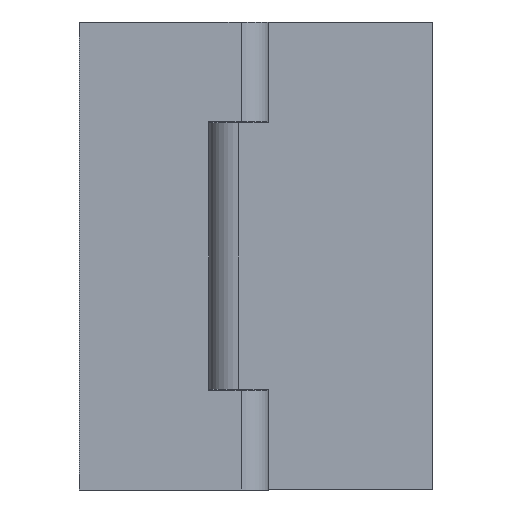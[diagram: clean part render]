
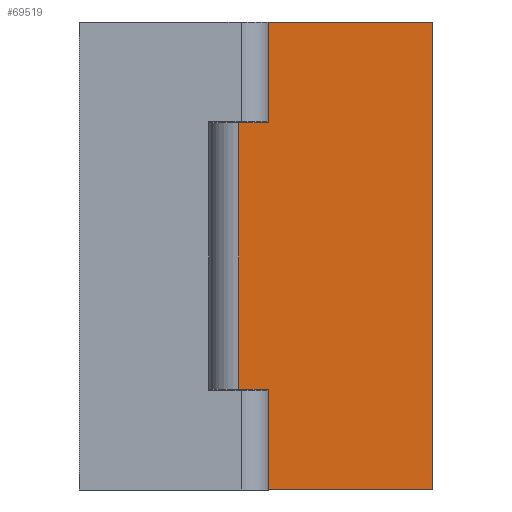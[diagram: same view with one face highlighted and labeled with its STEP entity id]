
A CAD part, left-side view. The second image highlights one B-rep face of the part: STEP entity #69519.
In plain terms, the highlighted planar face has unit normal (-1, 0, 0).
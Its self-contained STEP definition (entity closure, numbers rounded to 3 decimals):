
#9086=PLANE('',#73942);
#9877=FACE_OUTER_BOUND('',#13875,.T.);
#13875=EDGE_LOOP('',(#45727,#45728,#45729,#45730,#45731,#45732,#45733,#45734));
#18141=LINE('',#91973,#20576);
#18142=LINE('',#91978,#20577);
#18147=LINE('',#91992,#20582);
#18149=LINE('',#91996,#20584);
#18150=LINE('',#91998,#20585);
#18151=LINE('',#92000,#20586);
#18152=LINE('',#92002,#20587);
#18153=LINE('',#92003,#20588);
#20576=VECTOR('',#79512,10.);
#20577=VECTOR('',#79517,10.);
#20582=VECTOR('',#79532,10.);
#20584=VECTOR('',#79536,10.);
#20585=VECTOR('',#79537,10.);
#20586=VECTOR('',#79538,10.);
#20587=VECTOR('',#79539,10.);
#20588=VECTOR('',#79540,10.);
#25882=VERTEX_POINT('',#91967);
#25884=VERTEX_POINT('',#91971);
#25886=VERTEX_POINT('',#91977);
#25890=VERTEX_POINT('',#91991);
#25891=VERTEX_POINT('',#91995);
#25892=VERTEX_POINT('',#91997);
#25893=VERTEX_POINT('',#91999);
#25894=VERTEX_POINT('',#92001);
#33773=EDGE_CURVE('',#25882,#25884,#18141,.T.);
#33775=EDGE_CURVE('',#25882,#25886,#18142,.T.);
#33782=EDGE_CURVE('',#25890,#25886,#18147,.T.);
#33784=EDGE_CURVE('',#25891,#25884,#18149,.T.);
#33785=EDGE_CURVE('',#25891,#25892,#18150,.T.);
#33786=EDGE_CURVE('',#25893,#25892,#18151,.T.);
#33787=EDGE_CURVE('',#25894,#25893,#18152,.T.);
#33788=EDGE_CURVE('',#25890,#25894,#18153,.T.);
#45727=ORIENTED_EDGE('',*,*,#33775,.F.);
#45728=ORIENTED_EDGE('',*,*,#33773,.T.);
#45729=ORIENTED_EDGE('',*,*,#33784,.F.);
#45730=ORIENTED_EDGE('',*,*,#33785,.T.);
#45731=ORIENTED_EDGE('',*,*,#33786,.F.);
#45732=ORIENTED_EDGE('',*,*,#33787,.F.);
#45733=ORIENTED_EDGE('',*,*,#33788,.F.);
#45734=ORIENTED_EDGE('',*,*,#33782,.T.);
#69519=ADVANCED_FACE('',(#9877),#9086,.T.);
#73942=AXIS2_PLACEMENT_3D('',#91994,#79534,#79535);
#79512=DIRECTION('',(0.,-1.,0.));
#79517=DIRECTION('',(0.,0.,1.));
#79532=DIRECTION('',(0.,1.,0.));
#79534=DIRECTION('center_axis',(-1.,0.,0.));
#79535=DIRECTION('ref_axis',(0.,0.,
-1.));
#79536=DIRECTION('',(0.,0.,1.));
#79537=DIRECTION('',(0.,-1.,0.));
#79538=DIRECTION('',(0.,0.,-1.));
#79539=DIRECTION('',(0.,-1.,0.));
#79540=DIRECTION('',(0.,0.,1.));
#91967=CARTESIAN_POINT('',(10.99,229.85,48.179));
#91971=CARTESIAN_POINT('',(10.99,226.85,48.179));
#91973=CARTESIAN_POINT('',(10.99,227.35,48.179));
#91977=CARTESIAN_POINT('',(10.99,229.85,74.979));
#91978=CARTESIAN_POINT('',(10.99,229.85,58.61));
#91991=CARTESIAN_POINT('',(10.99,226.85,74.979));
#91992=CARTESIAN_POINT('',(10.99,227.35,74.979));
#91994=CARTESIAN_POINT('Origin',(10.99,225.35,55.579));
#91995=CARTESIAN_POINT('',(10.99,226.85,38.079));
#91996=CARTESIAN_POINT('',(10.99,226.85,84.079));
#91997=CARTESIAN_POINT('',(10.99,210.35,38.079));
#91998=CARTESIAN_POINT('',(10.99,225.35,38.079));
#91999=CARTESIAN_POINT('',(10.99,210.35,85.079));
#92000=CARTESIAN_POINT('',(10.99,210.35,27.079));
#92001=CARTESIAN_POINT('',(10.99,226.85,85.079));
#92002=CARTESIAN_POINT('',(10.99,225.35,85.079));
#92003=CARTESIAN_POINT('',(10.99,226.85,84.079));
